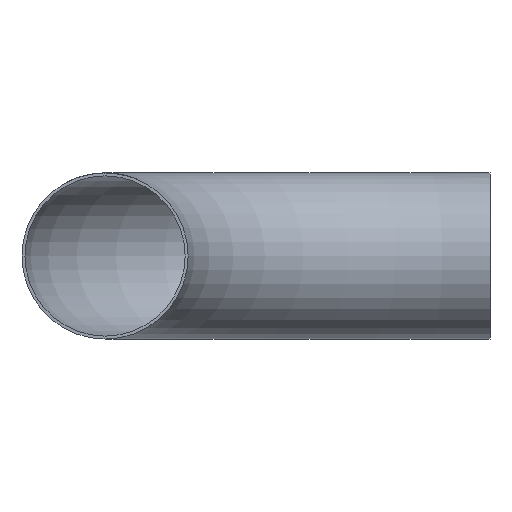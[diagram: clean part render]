
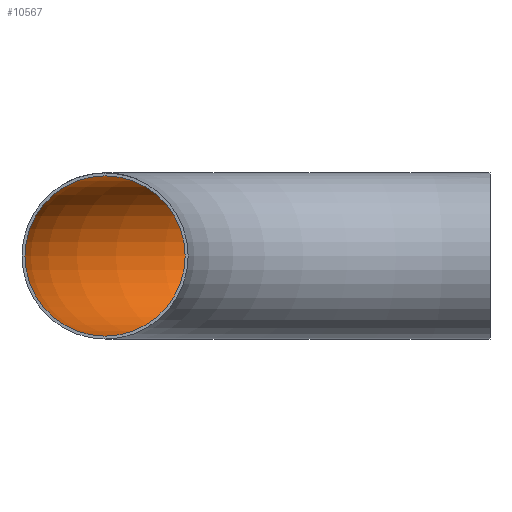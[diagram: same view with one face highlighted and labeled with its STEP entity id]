
A CAD part, front view. The second image highlights one B-rep face of the part: STEP entity #10567.
In plain terms, the highlighted toroidal (fillet/blend) face has major radius 390 mm and minor radius 81.15 mm.
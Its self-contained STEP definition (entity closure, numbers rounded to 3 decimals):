
#1367 = EDGE_LOOP ( 'NONE', ( #8193 ) ) ;
#1541 = CARTESIAN_POINT ( 'NONE',  ( 0., 0., 0. ) ) ;
#2508 = TOROIDAL_SURFACE ( 'NONE', #17966, 390., 81.15 ) ;
#2884 = CARTESIAN_POINT ( 'NONE',  ( 0., 471.15, 0. ) ) ;
#4094 = FACE_OUTER_BOUND ( 'NONE', #8940, .T. ) ;
#4381 = FACE_OUTER_BOUND ( 'NONE', #1367, .T. ) ;
#4641 = DIRECTION ( 'NONE',  ( 0., 0., 1. ) ) ;
#5558 = ORIENTED_EDGE ( 'NONE', *, *, #7186, .F. ) ;
#7186 = EDGE_CURVE ( 'NONE', #10006, #10006, #25380, .T. ) ;
#8193 = ORIENTED_EDGE ( 'NONE', *, *, #26601, .T. ) ;
#8940 = EDGE_LOOP ( 'NONE', ( #5558 ) ) ;
#10006 = VERTEX_POINT ( 'NONE', #23636 ) ;
#10567 = ADVANCED_FACE ( 'NONE', ( #4381, #4094 ), #2508, .F. ) ;
#14161 = DIRECTION ( 'NONE',  ( 0., 1., 0. ) ) ;
#14731 = AXIS2_PLACEMENT_3D ( 'NONE', #25980, #14161, #4641 ) ;
#15001 = AXIS2_PLACEMENT_3D ( 'NONE', #29217, #22262, #28505 ) ;
#17966 = AXIS2_PLACEMENT_3D ( 'NONE', #1541, #18164, #29672 ) ;
#18164 = DIRECTION ( 'NONE',  ( 0., 0., -1. ) ) ;
#22262 = DIRECTION ( 'NONE',  ( 1., 0., 0. ) ) ;
#23636 = CARTESIAN_POINT ( 'NONE',  ( -390., 0., 81.15 ) ) ;
#25380 = CIRCLE ( 'NONE', #14731, 81.15 ) ;
#25980 = CARTESIAN_POINT ( 'NONE',  ( -390., 0., 0. ) ) ;
#26601 = EDGE_CURVE ( 'NONE', #28460, #28460, #28072, .T. ) ;
#28072 = CIRCLE ( 'NONE', #15001, 81.15 ) ;
#28460 = VERTEX_POINT ( 'NONE', #2884 ) ;
#28505 = DIRECTION ( 'NONE',  ( 0., 1., 0. ) ) ;
#29217 = CARTESIAN_POINT ( 'NONE',  ( 0., 390., 0. ) ) ;
#29672 = DIRECTION ( 'NONE',  ( -1., 0., 0. ) ) ;
